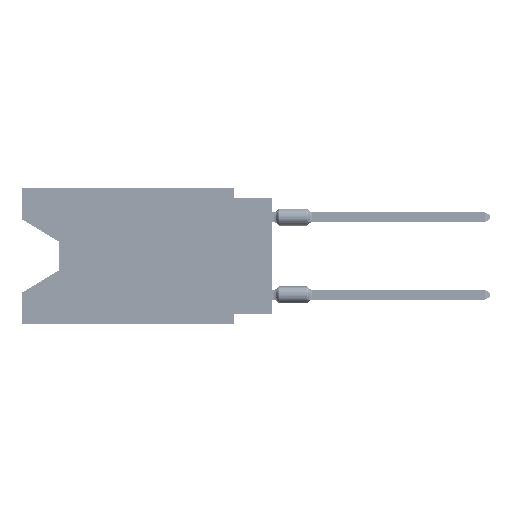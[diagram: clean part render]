
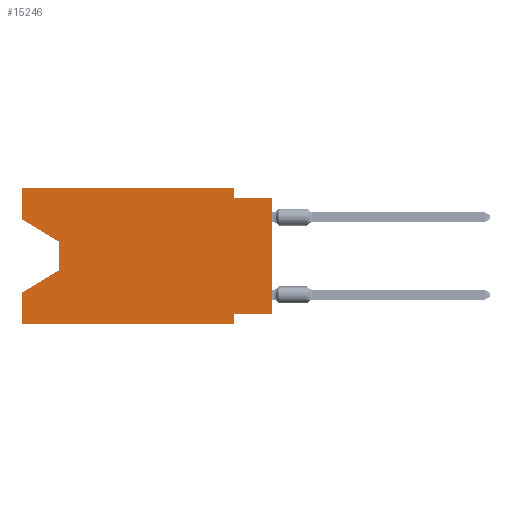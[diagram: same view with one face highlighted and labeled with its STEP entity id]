
A CAD part, left-side view. The second image highlights one B-rep face of the part: STEP entity #15246.
In plain terms, the highlighted planar face has unit normal (-1, 0, 0).
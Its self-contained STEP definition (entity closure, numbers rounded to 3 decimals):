
#2698 = VERTEX_POINT ( 'NONE', #20331 ) ;
#3141 = CARTESIAN_POINT ( 'NONE',  ( 0., 2.54, 0. ) ) ;
#3911 = VECTOR ( 'NONE', #78931, 1000. ) ;
#5335 = DIRECTION ( 'NONE',  ( 0., 0., -1. ) ) ;
#5695 = CARTESIAN_POINT ( 'NONE',  ( 0., 13.97, -3.505 ) ) ;
#5783 = FACE_OUTER_BOUND ( 'NONE', #18766, .T. ) ;
#7007 = VECTOR ( 'NONE', #83766, 1000. ) ;
#7862 = ORIENTED_EDGE ( 'NONE', *, *, #14822, .F. ) ;
#8352 = VECTOR ( 'NONE', #86944, 1000. ) ;
#9816 = LINE ( 'NONE', #79655, #61885 ) ;
#10066 = ORIENTED_EDGE ( 'NONE', *, *, #47723, .T. ) ;
#12736 = ORIENTED_EDGE ( 'NONE', *, *, #15183, .F. ) ;
#13330 = LINE ( 'NONE', #19753, #48048 ) ;
#13826 = EDGE_CURVE ( 'NONE', #71764, #84656, #28844, .T. ) ;
#14672 = ORIENTED_EDGE ( 'NONE', *, *, #78026, .T. ) ;
#14822 = EDGE_CURVE ( 'NONE', #20555, #88829, #13330, .T. ) ;
#15183 = EDGE_CURVE ( 'NONE', #71297, #43152, #75188, .T. ) ;
#15246 = ADVANCED_FACE ( 'NONE', ( #5783 ), #69649, .F. ) ;
#15976 = EDGE_CURVE ( 'NONE', #16992, #25064, #73180, .T. ) ;
#16243 = DIRECTION ( 'NONE',  ( 0., -1., 0. ) ) ;
#16992 = VERTEX_POINT ( 'NONE', #5695 ) ;
#17834 = CARTESIAN_POINT ( 'NONE',  ( 0., 2.54, -8.89 ) ) ;
#18766 = EDGE_LOOP ( 'NONE', ( #14672, #38493, #59336, #7862, #72546, #23504, #33418, #10066, #12736, #40542, #45389, #68104 ) ) ;
#19753 = CARTESIAN_POINT ( 'NONE',  ( 0., 16.383, 0. ) ) ;
#20331 = CARTESIAN_POINT ( 'NONE',  ( 0., 2.54, -8.89 ) ) ;
#20555 = VERTEX_POINT ( 'NONE', #24024 ) ;
#22282 = EDGE_CURVE ( 'NONE', #25064, #88829, #44166, .T. ) ;
#23504 = ORIENTED_EDGE ( 'NONE', *, *, #88209, .F. ) ;
#24024 = CARTESIAN_POINT ( 'NONE',  ( 0., 16.383, -8.89 ) ) ;
#24236 = CARTESIAN_POINT ( 'NONE',  ( 0., 16.383, 0. ) ) ;
#24897 = CARTESIAN_POINT ( 'NONE',  ( 0., 0., -0.635 ) ) ;
#25064 = VERTEX_POINT ( 'NONE', #80617 ) ;
#25764 = VECTOR ( 'NONE', #47234, 1000. ) ;
#27369 = DIRECTION ( 'NONE',  ( 0., -1., 0. ) ) ;
#27580 = DIRECTION ( 'NONE',  ( 0., 0., 1. ) ) ;
#28274 = CARTESIAN_POINT ( 'NONE',  ( 0., 0., -0.635 ) ) ;
#28844 = LINE ( 'NONE', #57335, #3911 ) ;
#31996 = VECTOR ( 'NONE', #27369, 1000. ) ;
#32129 = LINE ( 'NONE', #40835, #42231 ) ;
#32832 = VERTEX_POINT ( 'NONE', #48317 ) ;
#33418 = ORIENTED_EDGE ( 'NONE', *, *, #61618, .F. ) ;
#34727 = DIRECTION ( 'NONE',  ( 1., 0., 0. ) ) ;
#35938 = LINE ( 'NONE', #76422, #7007 ) ;
#38493 = ORIENTED_EDGE ( 'NONE', *, *, #15976, .T. ) ;
#39310 = VECTOR ( 'NONE', #58880, 1000. ) ;
#39410 = LINE ( 'NONE', #24236, #76015 ) ;
#40542 = ORIENTED_EDGE ( 'NONE', *, *, #86832, .F. ) ;
#40775 = AXIS2_PLACEMENT_3D ( 'NONE', #90796, #34727, #5335 ) ;
#40835 = CARTESIAN_POINT ( 'NONE',  ( 0., 0., -8.255 ) ) ;
#42064 = CARTESIAN_POINT ( 'NONE',  ( 0., 0., -8.255 ) ) ;
#42231 = VECTOR ( 'NONE', #61065, 1000. ) ;
#42762 = CARTESIAN_POINT ( 'NONE',  ( 0., 16.383, 0. ) ) ;
#43152 = VERTEX_POINT ( 'NONE', #24897 ) ;
#43314 = CARTESIAN_POINT ( 'NONE',  ( 0., 2.54, -0.635 ) ) ;
#43784 = LINE ( 'NONE', #45143, #88411 ) ;
#44166 = LINE ( 'NONE', #85527, #39310 ) ;
#45143 = CARTESIAN_POINT ( 'NONE',  ( 0., 16.383, -2.038 ) ) ;
#45389 = ORIENTED_EDGE ( 'NONE', *, *, #13826, .F. ) ;
#47234 = DIRECTION ( 'NONE',  ( 0., 0., -1. ) ) ;
#47723 = EDGE_CURVE ( 'NONE', #90065, #43152, #35938, .T. ) ;
#48048 = VECTOR ( 'NONE', #27580, 1000. ) ;
#48317 = CARTESIAN_POINT ( 'NONE',  ( 0., 2.54, -8.255 ) ) ;
#50328 = CARTESIAN_POINT ( 'NONE',  ( 0., 2.54, 0. ) ) ;
#54166 = EDGE_CURVE ( 'NONE', #20555, #2698, #9816, .T. ) ;
#57335 = CARTESIAN_POINT ( 'NONE',  ( 0., 16.383, 0. ) ) ;
#57636 = CARTESIAN_POINT ( 'NONE',  ( 0., 16.383, -6.852 ) ) ;
#58880 = DIRECTION ( 'NONE',  ( 0., 0.855, -0.519 ) ) ;
#59336 = ORIENTED_EDGE ( 'NONE', *, *, #22282, .T. ) ;
#61065 = DIRECTION ( 'NONE',  ( 0., 1., 0. ) ) ;
#61618 = EDGE_CURVE ( 'NONE', #90065, #32832, #32129, .T. ) ;
#61885 = VECTOR ( 'NONE', #16243, 1000. ) ;
#63210 = EDGE_CURVE ( 'NONE', #86569, #71764, #39410, .T. ) ;
#64474 = DIRECTION ( 'NONE',  ( 0., -0.855, -0.519 ) ) ;
#67443 = DIRECTION ( 'NONE',  ( 0., 0., 1. ) ) ;
#68104 = ORIENTED_EDGE ( 'NONE', *, *, #63210, .F. ) ;
#69649 = PLANE ( 'NONE',  #40775 ) ;
#71297 = VERTEX_POINT ( 'NONE', #43314 ) ;
#71764 = VERTEX_POINT ( 'NONE', #42762 ) ;
#72145 = CARTESIAN_POINT ( 'NONE',  ( 0., 16.383, -2.038 ) ) ;
#72546 = ORIENTED_EDGE ( 'NONE', *, *, #54166, .T. ) ;
#73180 = LINE ( 'NONE', #80518, #8352 ) ;
#73464 = DIRECTION ( 'NONE',  ( 0., 0., -1. ) ) ;
#73995 = VECTOR ( 'NONE', #73464, 1000. ) ;
#75188 = LINE ( 'NONE', #28274, #31996 ) ;
#76015 = VECTOR ( 'NONE', #67443, 1000. ) ;
#76422 = CARTESIAN_POINT ( 'NONE',  ( 0., 0., 0. ) ) ;
#78026 = EDGE_CURVE ( 'NONE', #86569, #16992, #43784, .T. ) ;
#78931 = DIRECTION ( 'NONE',  ( 0., -1., 0. ) ) ;
#79655 = CARTESIAN_POINT ( 'NONE',  ( 0., 16.383, -8.89 ) ) ;
#80518 = CARTESIAN_POINT ( 'NONE',  ( 0., 13.97, -3.505 ) ) ;
#80617 = CARTESIAN_POINT ( 'NONE',  ( 0., 13.97, -5.385 ) ) ;
#80823 = LINE ( 'NONE', #17834, #25764 ) ;
#83766 = DIRECTION ( 'NONE',  ( 0., 0., 1. ) ) ;
#84656 = VERTEX_POINT ( 'NONE', #50328 ) ;
#85527 = CARTESIAN_POINT ( 'NONE',  ( 0., 13.97, -5.385 ) ) ;
#86569 = VERTEX_POINT ( 'NONE', #72145 ) ;
#86832 = EDGE_CURVE ( 'NONE', #84656, #71297, #87698, .T. ) ;
#86944 = DIRECTION ( 'NONE',  ( 0., 0., -1. ) ) ;
#87698 = LINE ( 'NONE', #3141, #73995 ) ;
#88209 = EDGE_CURVE ( 'NONE', #32832, #2698, #80823, .T. ) ;
#88411 = VECTOR ( 'NONE', #64474, 1000. ) ;
#88829 = VERTEX_POINT ( 'NONE', #57636 ) ;
#90065 = VERTEX_POINT ( 'NONE', #42064 ) ;
#90796 = CARTESIAN_POINT ( 'NONE',  ( 0., 16.383, 0. ) ) ;
